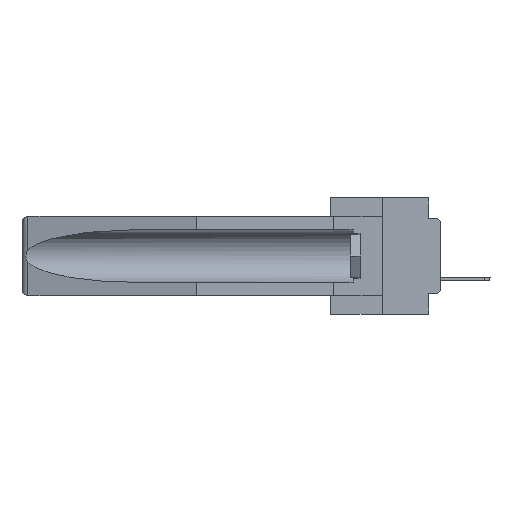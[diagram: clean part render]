
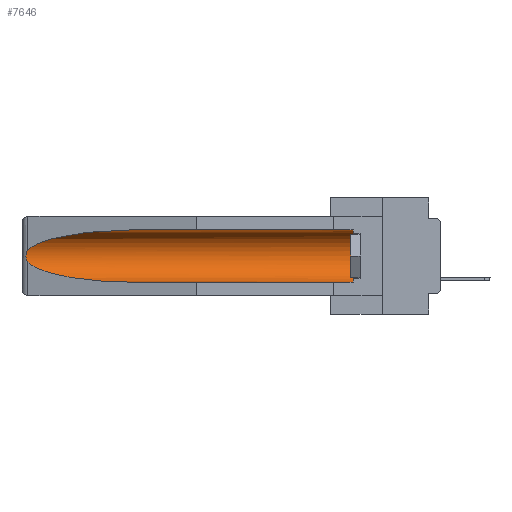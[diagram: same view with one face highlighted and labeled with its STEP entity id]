
A CAD part, left-side view. The second image highlights one B-rep face of the part: STEP entity #7646.
In plain terms, the highlighted cylindrical face has radius 2.857 mm (diameter 5.715 mm), a partial arc.
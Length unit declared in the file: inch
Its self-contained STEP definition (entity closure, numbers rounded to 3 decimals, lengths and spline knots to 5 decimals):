
#314 = VERTEX_POINT ( 'NONE', #12535 ) ;
#495 = FACE_OUTER_BOUND ( 'NONE', #29897, .T. ) ;
#523 = ORIENTED_EDGE ( 'NONE', *, *, #17897, .T. ) ;
#838 = CARTESIAN_POINT ( 'NONE',  ( 0.26597, 1.52961, -0.15275 ) ) ;
#1152 = CARTESIAN_POINT ( 'NONE',  ( 0.2673, 1.5327, -0.16383 ) ) ;
#1509 = CARTESIAN_POINT ( 'NONE',  ( 0.155, 1.07973, -0.059 ) ) ;
#2947 = CARTESIAN_POINT ( 'NONE',  ( 0.26537, 1.52718, -0.19328 ) ) ;
#3460 = DIRECTION ( 'NONE',  ( 0., 1., 0. ) ) ;
#3613 = CARTESIAN_POINT ( 'NONE',  ( 0.2675, 1.53308, -0.16763 ) ) ;
#3683 = EDGE_CURVE ( 'NONE', #16814, #10192, #24700, .T. ) ;
#4410 = CARTESIAN_POINT ( 'NONE',  ( 0.155, 1.07973, -0.284 ) ) ;
#5049 = CARTESIAN_POINT ( 'NONE',  ( 0.155, 0.126, -0.1715 ) ) ;
#5132 = EDGE_CURVE ( 'NONE', #314, #10192, #19561, .T. ) ;
#5149 = ORIENTED_EDGE ( 'NONE', *, *, #3683, .T. ) ;
#5222 = CARTESIAN_POINT ( 'NONE',  ( 0.25451, 1.48313, -0.24835 ) ) ;
#5866 = CARTESIAN_POINT ( 'NONE',  ( 0.2673, 1.53269, -0.17917 ) ) ;
#5993 = CARTESIAN_POINT ( 'NONE',  ( 0.26537, 1.52718, -0.14972 ) ) ;
#6058 = CARTESIAN_POINT ( 'NONE',  ( 0.155, 1.07973, -0.059 ) ) ;
#6085 = CARTESIAN_POINT ( 'NONE',  ( 0.26537, 1.52718, -0.19328 ) ) ;
#6556 = VERTEX_POINT ( 'NONE', #30235 ) ;
#7646 = ADVANCED_FACE ( 'NONE', ( #495 ), #28536, .F. ) ;
#8024 = CIRCLE ( 'NONE', #11826, 0.1125 ) ;
#8195 = CARTESIAN_POINT ( 'NONE',  ( 0.155, -0.30754, -0.059 ) ) ;
#8339 = CARTESIAN_POINT ( 'NONE',  ( 0.26597, 1.5296, -0.19026 ) ) ;
#9346 = ORIENTED_EDGE ( 'NONE', *, *, #15640, .T. ) ;
#9561 = DIRECTION ( 'NONE',  ( 0., -1., 0. ) ) ;
#10092 = VECTOR ( 'NONE', #27945, 39.37008 ) ;
#10192 = VERTEX_POINT ( 'NONE', #4410 ) ;
#10265 = CARTESIAN_POINT ( 'NONE',  ( 0.21114, 1.30732, -0.284 ) ) ;
#10328 =( BOUNDED_CURVE ( )  B_SPLINE_CURVE ( 3, ( #6058, #28179, #16326, #23584 ),
 .UNSPECIFIED., .F., .F. ) 
 B_SPLINE_CURVE_WITH_KNOTS ( ( 4, 4 ),
 ( 4.71239, 6.08839 ),
 .UNSPECIFIED. ) 
 CURVE ( )  GEOMETRIC_REPRESENTATION_ITEM ( )  RATIONAL_B_SPLINE_CURVE ( ( 1., 0.848, 0.848, 1. ) ) 
 REPRESENTATION_ITEM ( '' )  );
#10868 = DIRECTION ( 'NONE',  ( 0., 1., 0. ) ) ;
#11826 = AXIS2_PLACEMENT_3D ( 'NONE', #5049, #9561, #22267 ) ;
#12535 = CARTESIAN_POINT ( 'NONE',  ( 0.155, 0.126, -0.284 ) ) ;
#13577 = ORIENTED_EDGE ( 'NONE', *, *, #16440, .T. ) ;
#14708 = CARTESIAN_POINT ( 'NONE',  ( 0.26537, 1.52718, -0.19328 ) ) ;
#15640 = EDGE_CURVE ( 'NONE', #26570, #24750, #10328, .T. ) ;
#15739 = AXIS2_PLACEMENT_3D ( 'NONE', #27845, #3460, #18134 ) ;
#16326 = CARTESIAN_POINT ( 'NONE',  ( 0.25451, 1.48313, -0.09465 ) ) ;
#16440 = EDGE_CURVE ( 'NONE', #24750, #16814, #18036, .T. ) ;
#16667 = LINE ( 'NONE', #8195, #10092 ) ;
#16814 = VERTEX_POINT ( 'NONE', #14708 ) ;
#17897 = EDGE_CURVE ( 'NONE', #314, #6556, #8024, .T. ) ;
#18036 = B_SPLINE_CURVE_WITH_KNOTS ( 'NONE', 3,
 ( #20557, #838, #27997, #1152, #3613, #30265, #5866, #20866, #8339, #6085 ),
 .UNSPECIFIED., .F., .F.,
 ( 4, 2, 2, 2, 4 ),
 ( 0., 0.00029, 0.00058, 0.00087, 0.00117 ),
 .UNSPECIFIED. ) ;
#18134 = DIRECTION ( 'NONE',  ( 0., 0., 1. ) ) ;
#19561 = LINE ( 'NONE', #28076, #26778 ) ;
#20557 = CARTESIAN_POINT ( 'NONE',  ( 0.26537, 1.52718, -0.14972 ) ) ;
#20866 = CARTESIAN_POINT ( 'NONE',  ( 0.26655, 1.53094, -0.18657 ) ) ;
#22267 = DIRECTION ( 'NONE',  ( 0., 0., 1. ) ) ;
#23584 = CARTESIAN_POINT ( 'NONE',  ( 0.26537, 1.52718, -0.14972 ) ) ;
#23748 = EDGE_CURVE ( 'NONE', #6556, #26570, #16667, .T. ) ;
#24667 = CARTESIAN_POINT ( 'NONE',  ( 0.155, 1.07973, -0.284 ) ) ;
#24700 =( BOUNDED_CURVE ( )  B_SPLINE_CURVE ( 3, ( #2947, #5222, #10265, #24667 ),
 .UNSPECIFIED., .F., .F. ) 
 B_SPLINE_CURVE_WITH_KNOTS ( ( 4, 4 ),
 ( 0.1948, 1.5708 ),
 .UNSPECIFIED. ) 
 CURVE ( )  GEOMETRIC_REPRESENTATION_ITEM ( )  RATIONAL_B_SPLINE_CURVE ( ( 1., 0.848, 0.848, 1. ) ) 
 REPRESENTATION_ITEM ( '' )  );
#24750 = VERTEX_POINT ( 'NONE', #5993 ) ;
#26570 = VERTEX_POINT ( 'NONE', #1509 ) ;
#26778 = VECTOR ( 'NONE', #10868, 39.37008 ) ;
#27022 = ORIENTED_EDGE ( 'NONE', *, *, #5132, .F. ) ;
#27845 = CARTESIAN_POINT ( 'NONE',  ( 0.155, -0.30754, -0.1715 ) ) ;
#27945 = DIRECTION ( 'NONE',  ( 0., 1., 0. ) ) ;
#27997 = CARTESIAN_POINT ( 'NONE',  ( 0.26654, 1.53092, -0.15636 ) ) ;
#28076 = CARTESIAN_POINT ( 'NONE',  ( 0.155, -0.30754, -0.284 ) ) ;
#28179 = CARTESIAN_POINT ( 'NONE',  ( 0.21114, 1.30732, -0.059 ) ) ;
#28536 = CYLINDRICAL_SURFACE ( 'NONE', #15739, 0.1125 ) ;
#29044 = ORIENTED_EDGE ( 'NONE', *, *, #23748, .T. ) ;
#29897 = EDGE_LOOP ( 'NONE', ( #9346, #13577, #5149, #27022, #523, #29044 ) ) ;
#30235 = CARTESIAN_POINT ( 'NONE',  ( 0.155, 0.126, -0.059 ) ) ;
#30265 = CARTESIAN_POINT ( 'NONE',  ( 0.2675, 1.53308, -0.17534 ) ) ;
